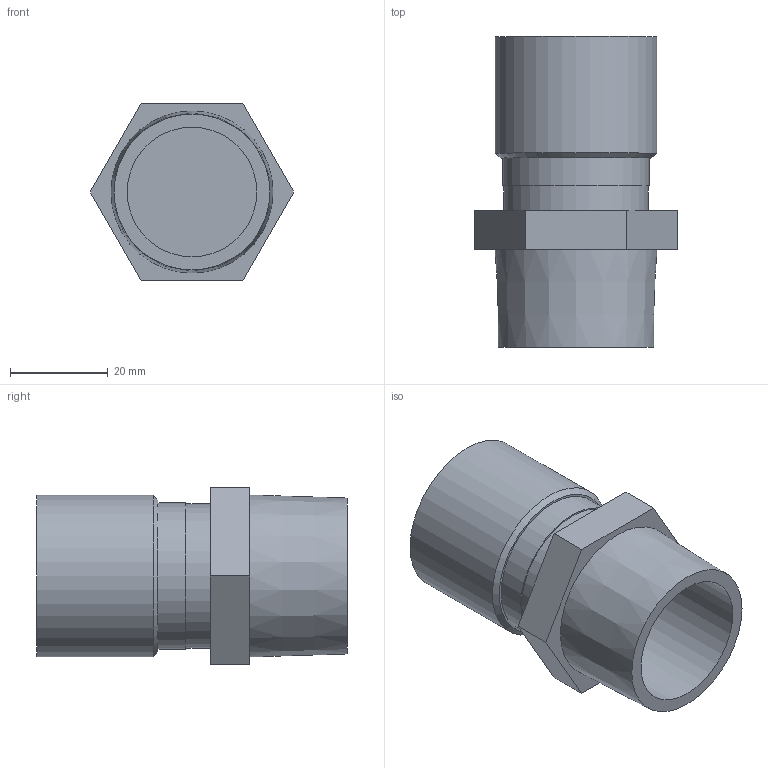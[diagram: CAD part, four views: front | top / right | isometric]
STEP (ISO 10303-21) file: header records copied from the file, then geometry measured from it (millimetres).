
FILE_DESCRIPTION( ( 'Unknown' ), '1' );
FILE_NAME( 'F18R1DN28.stp', 'Unknown', ( 'Unknown' ), ( 'Unknown' ), 'PSStep 14.0', 'Unknown', ' ' );
FILE_SCHEMA( ( 'AUTOMOTIVE_DESIGN { 1 0 10303 214 1 1 1 1 }' ) );
Length unit declared in the file: millimetre
Products named in the file (1): 1
Bounding box: 41.57 x 63.5 x 36 mm (x, y, z)
Volume: 22271.3 mm3; surface area: 13772.8 mm2
Topology: 1 solids, 1 shells, 21 faces, 44 edges, 31 vertices
Faces by surface type: plane 14, cylinder 5, cone 2
Full cylindrical faces by diameter (mm): 26.5 x1, 28 x1, 29.5 x1, 30 x1, 33 x1
Entity records: 666 total; most frequent: DIRECTION 88, CARTESIAN_POINT 78, ORIENTED_EDGE 62, AXIS2_PLACEMENT_3D 35, EDGE_LOOP 34, EDGE_CURVE 31, FACE_OUTER_BOUND 26, VERTEX_POINT 25
